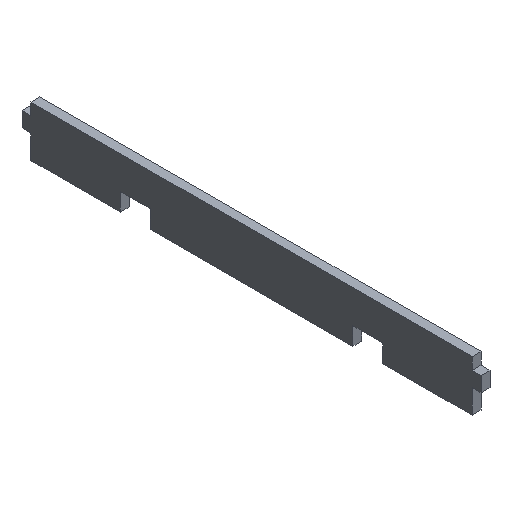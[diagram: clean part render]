
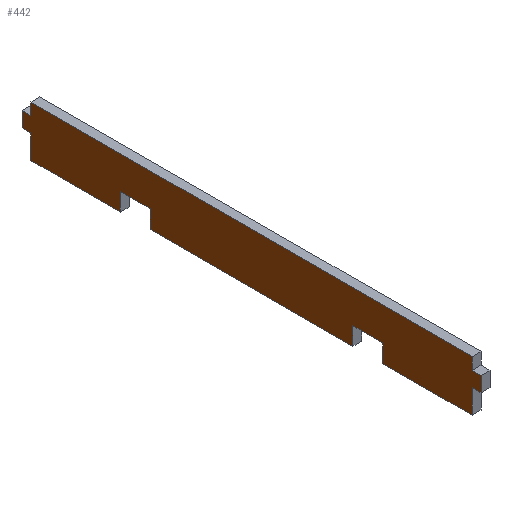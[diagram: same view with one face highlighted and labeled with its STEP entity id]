
A CAD part, isometric view. The second image highlights one B-rep face of the part: STEP entity #442.
In plain terms, the highlighted planar face has unit normal (-1, 0, 0).
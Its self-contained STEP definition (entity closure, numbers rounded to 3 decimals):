
#36=FACE_OUTER_BOUND('',#58,.T.);
#58=EDGE_LOOP('',(#379,#380,#381,#382,#383,#384,#385,#386,#387,#388,#389,
#390,#391,#392,#393,#394,#395,#396,#397,#398));
#59=LINE('',#577,#119);
#63=LINE('',#585,#123);
#66=LINE('',#591,#126);
#69=LINE('',#597,#129);
#72=LINE('',#603,#132);
#75=LINE('',#609,#135);
#78=LINE('',#615,#138);
#81=LINE('',#621,#141);
#84=LINE('',#627,#144);
#87=LINE('',#633,#147);
#90=LINE('',#639,#150);
#93=LINE('',#645,#153);
#96=LINE('',#651,#156);
#99=LINE('',#657,#159);
#102=LINE('',#663,#162);
#105=LINE('',#669,#165);
#108=LINE('',#675,#168);
#111=LINE('',#681,#171);
#114=LINE('',#687,#174);
#117=LINE('',#692,#177);
#119=VECTOR('',#471,30.);
#123=VECTOR('',#477,6.);
#126=VECTOR('',#482,10.);
#129=VECTOR('',#487,6.);
#132=VECTOR('',#492,68.);
#135=VECTOR('',#497,6.);
#138=VECTOR('',#502,10.);
#141=VECTOR('',#507,6.);
#144=VECTOR('',#512,30.);
#147=VECTOR('',#517,8.);
#150=VECTOR('',#522,3.);
#153=VECTOR('',#527,5.);
#156=VECTOR('',#532,3.);
#159=VECTOR('',#537,4.);
#162=VECTOR('',#542,148.);
#165=VECTOR('',#547,4.);
#168=VECTOR('',#552,3.);
#171=VECTOR('',#557,5.);
#174=VECTOR('',#562,3.);
#177=VECTOR('',#567,8.);
#179=VERTEX_POINT('',#575);
#180=VERTEX_POINT('',#576);
#183=VERTEX_POINT('',#584);
#185=VERTEX_POINT('',#590);
#187=VERTEX_POINT('',#596);
#189=VERTEX_POINT('',#602);
#191=VERTEX_POINT('',#608);
#193=VERTEX_POINT('',#614);
#195=VERTEX_POINT('',#620);
#197=VERTEX_POINT('',#626);
#199=VERTEX_POINT('',#632);
#201=VERTEX_POINT('',#638);
#203=VERTEX_POINT('',#644);
#205=VERTEX_POINT('',#650);
#207=VERTEX_POINT('',#656);
#209=VERTEX_POINT('',#662);
#211=VERTEX_POINT('',#668);
#213=VERTEX_POINT('',#674);
#215=VERTEX_POINT('',#680);
#217=VERTEX_POINT('',#686);
#219=EDGE_CURVE('',#179,#180,#59,.T.);
#223=EDGE_CURVE('',#183,#179,#63,.T.);
#226=EDGE_CURVE('',#185,#183,#66,.T.);
#229=EDGE_CURVE('',#187,#185,#69,.T.);
#232=EDGE_CURVE('',#189,#187,#72,.T.);
#235=EDGE_CURVE('',#191,#189,#75,.T.);
#238=EDGE_CURVE('',#193,#191,#78,.T.);
#241=EDGE_CURVE('',#195,#193,#81,.T.);
#244=EDGE_CURVE('',#197,#195,#84,.T.);
#247=EDGE_CURVE('',#199,#197,#87,.T.);
#250=EDGE_CURVE('',#201,#199,#90,.T.);
#253=EDGE_CURVE('',#203,#201,#93,.T.);
#256=EDGE_CURVE('',#205,#203,#96,.T.);
#259=EDGE_CURVE('',#207,#205,#99,.T.);
#262=EDGE_CURVE('',#209,#207,#102,.T.);
#265=EDGE_CURVE('',#211,#209,#105,.T.);
#268=EDGE_CURVE('',#213,#211,#108,.T.);
#271=EDGE_CURVE('',#215,#213,#111,.T.);
#274=EDGE_CURVE('',#217,#215,#114,.T.);
#277=EDGE_CURVE('',#180,#217,#117,.T.);
#379=ORIENTED_EDGE('',*,*,#277,.F.);
#380=ORIENTED_EDGE('',*,*,#219,.F.);
#381=ORIENTED_EDGE('',*,*,#223,.F.);
#382=ORIENTED_EDGE('',*,*,#226,.F.);
#383=ORIENTED_EDGE('',*,*,#229,.F.);
#384=ORIENTED_EDGE('',*,*,#232,.F.);
#385=ORIENTED_EDGE('',*,*,#235,.F.);
#386=ORIENTED_EDGE('',*,*,#238,.F.);
#387=ORIENTED_EDGE('',*,*,#241,.F.);
#388=ORIENTED_EDGE('',*,*,#244,.F.);
#389=ORIENTED_EDGE('',*,*,#247,.F.);
#390=ORIENTED_EDGE('',*,*,#250,.F.);
#391=ORIENTED_EDGE('',*,*,#253,.F.);
#392=ORIENTED_EDGE('',*,*,#256,.F.);
#393=ORIENTED_EDGE('',*,*,#259,.F.);
#394=ORIENTED_EDGE('',*,*,#262,.F.);
#395=ORIENTED_EDGE('',*,*,#265,.F.);
#396=ORIENTED_EDGE('',*,*,#268,.F.);
#397=ORIENTED_EDGE('',*,*,#271,.F.);
#398=ORIENTED_EDGE('',*,*,#274,.F.);
#420=PLANE('',#466);
#442=ADVANCED_FACE('',(#36),#420,.F.);
#466=AXIS2_PLACEMENT_3D('',#695,#571,#572);
#471=DIRECTION('',(0.,1.,0.));
#477=DIRECTION('',(0.,0.,-1.));
#482=DIRECTION('',(0.,1.,0.));
#487=DIRECTION('',(0.,0.,1.));
#492=DIRECTION('',(0.,1.,0.));
#497=DIRECTION('',(0.,0.,-1.));
#502=DIRECTION('',(0.,1.,0.));
#507=DIRECTION('',(0.,0.,1.));
#512=DIRECTION('',(0.,1.,0.));
#517=DIRECTION('',(0.,0.,-1.));
#522=DIRECTION('',(0.,1.,0.));
#527=DIRECTION('',(0.,0.,-1.));
#532=DIRECTION('',(0.,-1.,0.));
#537=DIRECTION('',(0.,0.,-1.));
#542=DIRECTION('',(0.,-1.,0.));
#547=DIRECTION('',(0.,0.,1.));
#552=DIRECTION('',(0.,-1.,0.));
#557=DIRECTION('',(0.,0.,1.));
#562=DIRECTION('',(0.,1.,0.));
#567=DIRECTION('',(0.,0.,1.));
#571=DIRECTION('center_axis',(1.,0.,0.));
#572=DIRECTION('ref_axis',(0.,0.,-1.));
#575=CARTESIAN_POINT('',(0.,118.,0.));
#576=CARTESIAN_POINT('',(0.,148.,0.));
#577=CARTESIAN_POINT('',(0.,118.,0.));
#584=CARTESIAN_POINT('',(0.,118.,6.));
#585=CARTESIAN_POINT('',(0.,118.,6.));
#590=CARTESIAN_POINT('',(0.,108.,6.));
#591=CARTESIAN_POINT('',(0.,108.,6.));
#596=CARTESIAN_POINT('',(0.,108.,0.));
#597=CARTESIAN_POINT('',(0.,108.,0.));
#602=CARTESIAN_POINT('',(0.,40.,0.));
#603=CARTESIAN_POINT('',(0.,40.,0.));
#608=CARTESIAN_POINT('',(0.,40.,6.));
#609=CARTESIAN_POINT('',(0.,40.,6.));
#614=CARTESIAN_POINT('',(0.,30.,6.));
#615=CARTESIAN_POINT('',(0.,30.,6.));
#620=CARTESIAN_POINT('',(0.,30.,0.));
#621=CARTESIAN_POINT('',(0.,30.,0.));
#626=CARTESIAN_POINT('',(0.,0.,0.));
#627=CARTESIAN_POINT('',(0.,0.,0.));
#632=CARTESIAN_POINT('',(0.,0.,8.));
#633=CARTESIAN_POINT('',(0.,0.,8.));
#638=CARTESIAN_POINT('',(0.,-3.,8.));
#639=CARTESIAN_POINT('',(0.,-3.,8.));
#644=CARTESIAN_POINT('',(0.,-3.,13.));
#645=CARTESIAN_POINT('',(0.,-3.,13.));
#650=CARTESIAN_POINT('',(0.,0.,13.));
#651=CARTESIAN_POINT('',(0.,0.,13.));
#656=CARTESIAN_POINT('',(0.,0.,17.));
#657=CARTESIAN_POINT('',(0.,0.,17.));
#662=CARTESIAN_POINT('',(0.,148.,17.));
#663=CARTESIAN_POINT('',(0.,148.,17.));
#668=CARTESIAN_POINT('',(0.,148.,13.));
#669=CARTESIAN_POINT('',(0.,148.,13.));
#674=CARTESIAN_POINT('',(0.,151.,13.));
#675=CARTESIAN_POINT('',(0.,151.,13.));
#680=CARTESIAN_POINT('',(0.,151.,8.));
#681=CARTESIAN_POINT('',(0.,151.,8.));
#686=CARTESIAN_POINT('',(0.,148.,8.));
#687=CARTESIAN_POINT('',(0.,148.,8.));
#692=CARTESIAN_POINT('',(0.,148.,0.));
#695=CARTESIAN_POINT('Origin',(0.,74.,8.533));
